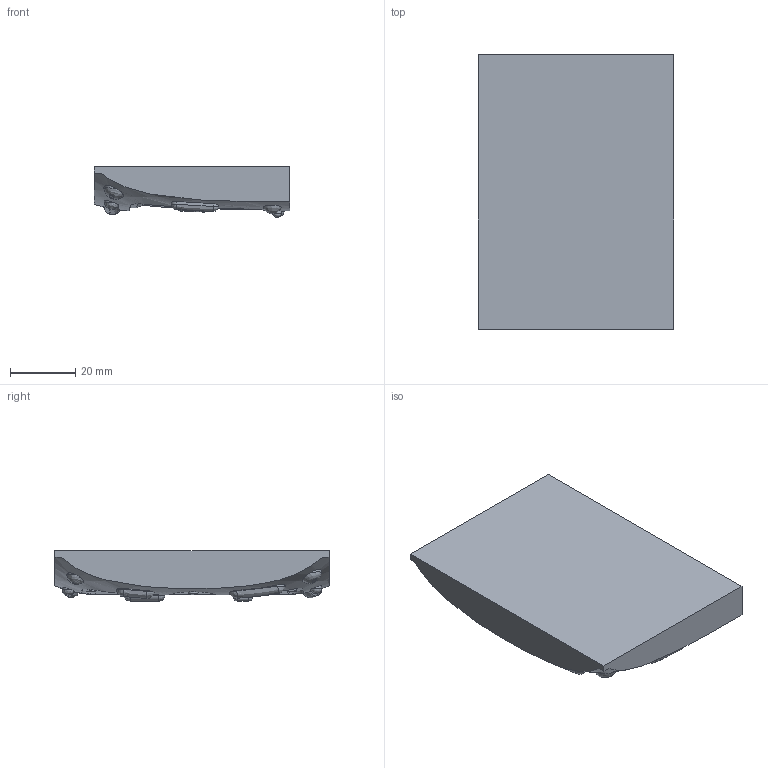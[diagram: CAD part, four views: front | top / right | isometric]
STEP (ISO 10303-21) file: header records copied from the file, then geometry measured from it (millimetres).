
FILE_DESCRIPTION(/* description */ (''),/* implementation_level */ '2;1');
FILE_NAME(/* name */ 'Stylish Belt Synth - Battery Door 2 - Inside Negative.step',/* time_stamp */ '2020-01-29T02:07:29-08:00',/* author */ (''),/* organization */ (''),/* preprocessor_version */ 'ST-DEVELOPER v18',/* originating_system */ 'Autodesk Translation Framework v8.12.0.6',/* authorisation */ '');
FILE_SCHEMA (('AUTOMOTIVE_DESIGN { 1 0 10303 214 3 1 1 }'));
Length unit declared in the file: millimetre
Products named in the file (3): Stylish Belt Synth V4 Plastic Enclosure; Molds for Molds; Right Battery Door
Assembly tree (2 placements, depth 3):
  Stylish Belt Synth V4 Plastic Enclosure
    Molds for Molds
      Right Battery Door
Bounding box: 60 x 84.31 x 15.53 mm (x, y, z)
Volume: 59192.6 mm3; surface area: 13884.4 mm2
Topology: 1 solids, 1 shells, 207 faces, 616 edges, 425 vertices
Faces by surface type: bspline 83, plane 65, cylinder 39, cone 14, torus 6
Full cylindrical faces by diameter (mm): 4.612 x1
Entity records: 15896 total; most frequent: CARTESIAN_POINT 11009, ORIENTED_EDGE 1232, DIRECTION 671, EDGE_CURVE 616, VERTEX_POINT 425, B_SPLINE_CURVE_WITH_KNOTS 325, AXIS2_PLACEMENT_3D 254, EDGE_LOOP 221
